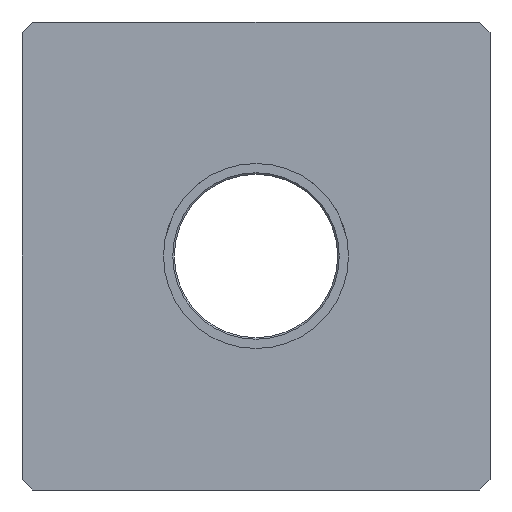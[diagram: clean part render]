
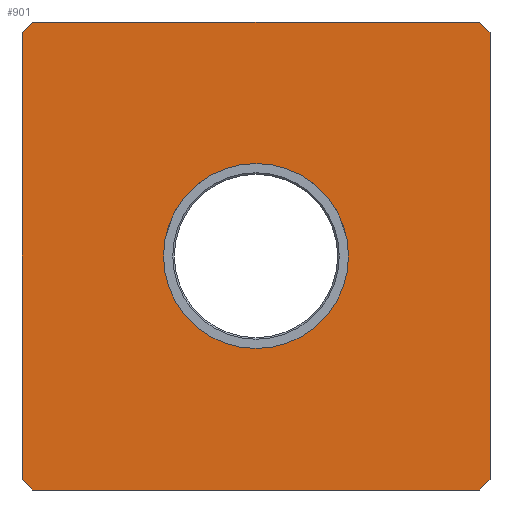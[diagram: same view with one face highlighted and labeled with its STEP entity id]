
A CAD part, left-side view. The second image highlights one B-rep face of the part: STEP entity #901.
In plain terms, the highlighted planar face has unit normal (-1, 0, 0).
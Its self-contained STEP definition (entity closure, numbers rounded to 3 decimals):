
#39=LINE($,#1748,#81);
#40=LINE($,#1750,#82);
#41=LINE($,#1752,#83);
#42=LINE($,#1754,#84);
#43=LINE($,#1756,#85);
#44=LINE($,#1758,#86);
#45=LINE($,#1760,#87);
#46=LINE($,#1761,#88);
#81=VECTOR($,#1216,2.828);
#82=VECTOR($,#1217,82.);
#83=VECTOR($,#1218,2.828);
#84=VECTOR($,#1219,82.);
#85=VECTOR($,#1220,2.828);
#86=VECTOR($,#1221,82.);
#87=VECTOR($,#1222,2.828);
#88=VECTOR($,#1223,82.);
#189=FACE_BOUND($,#339,.T.);
#231=FACE_OUTER_BOUND($,#338,.T.);
#338=EDGE_LOOP($,(#717,#718,#719,#720,#721,#722,#723,#724));
#339=EDGE_LOOP($,(#725));
#404=CIRCLE($,#1007,17.);
#467=VERTEX_POINT($,#1746);
#468=VERTEX_POINT($,#1747);
#469=VERTEX_POINT($,#1749);
#470=VERTEX_POINT($,#1751);
#471=VERTEX_POINT($,#1753);
#472=VERTEX_POINT($,#1755);
#473=VERTEX_POINT($,#1757);
#474=VERTEX_POINT($,#1759);
#475=VERTEX_POINT($,#1762);
#556=EDGE_CURVE($,#467,#468,#39,.T.);
#557=EDGE_CURVE($,#467,#469,#40,.T.);
#558=EDGE_CURVE($,#470,#469,#41,.T.);
#559=EDGE_CURVE($,#470,#471,#42,.T.);
#560=EDGE_CURVE($,#472,#471,#43,.T.);
#561=EDGE_CURVE($,#472,#473,#44,.T.);
#562=EDGE_CURVE($,#474,#473,#45,.T.);
#563=EDGE_CURVE($,#474,#468,#46,.T.);
#564=EDGE_CURVE($,#475,#475,#404,.T.);
#717=ORIENTED_EDGE($,*,*,#556,.F.);
#718=ORIENTED_EDGE($,*,*,#557,.T.);
#719=ORIENTED_EDGE($,*,*,#558,.F.);
#720=ORIENTED_EDGE($,*,*,#559,.T.);
#721=ORIENTED_EDGE($,*,*,#560,.F.);
#722=ORIENTED_EDGE($,*,*,#561,.T.);
#723=ORIENTED_EDGE($,*,*,#562,.F.);
#724=ORIENTED_EDGE($,*,*,#563,.T.);
#725=ORIENTED_EDGE($,*,*,#564,.T.);
#789=PLANE($,#1006);
#901=ADVANCED_FACE($,(#231,#189),#789,.F.);
#1006=AXIS2_PLACEMENT_3D($,#1745,#1214,#1215);
#1007=AXIS2_PLACEMENT_3D($,#1763,#1224,#1225);
#1214=DIRECTION('center_axis',(1.,0.,0.));
#1215=DIRECTION('ref_axis',(0.,0.,-1.));
#1216=DIRECTION($,(0.,-0.707,-0.707));
#1217=DIRECTION($,(0.,1.,0.));
#1218=DIRECTION($,(0.,-0.707,0.707));
#1219=DIRECTION($,(0.,0.,-1.));
#1220=DIRECTION($,(0.,0.707,0.707));
#1221=DIRECTION($,(0.,-1.,0.));
#1222=DIRECTION($,(0.,0.707,-0.707));
#1223=DIRECTION($,(0.,0.,1.));
#1224=DIRECTION('center_axis',(1.,0.,0.));
#1225=DIRECTION('ref_axis',(0.,0.,
1.));
#1745=CARTESIAN_POINT('Origin',(-47.436,-1.892,-0.04));
#1746=CARTESIAN_POINT('',(-47.436,-42.892,42.96));
#1747=CARTESIAN_POINT('',(-47.436,-44.892,40.96));
#1748=CARTESIAN_POINT($,(-47.436,-43.892,41.96));
#1749=CARTESIAN_POINT('',(-47.436,39.108,42.96));
#1750=CARTESIAN_POINT($,(-47.436,-44.892,42.96));
#1751=CARTESIAN_POINT('',(-47.436,41.108,40.96));
#1752=CARTESIAN_POINT($,(-47.436,40.108,41.96));
#1753=CARTESIAN_POINT('',(-47.436,41.108,-41.04));
#1754=CARTESIAN_POINT($,(-47.436,41.108,42.96));
#1755=CARTESIAN_POINT('',(-47.436,39.108,-43.04));
#1756=CARTESIAN_POINT($,(-47.436,40.108,-42.04));
#1757=CARTESIAN_POINT('',(-47.436,-42.892,-43.04));
#1758=CARTESIAN_POINT($,(-47.436,41.108,-43.04));
#1759=CARTESIAN_POINT('',(-47.436,-44.892,-41.04));
#1760=CARTESIAN_POINT($,(-47.436,-43.892,-42.04));
#1761=CARTESIAN_POINT($,(-47.436,-44.892,-43.04));
#1762=CARTESIAN_POINT('',(-47.436,-1.892,-17.04));
#1763=CARTESIAN_POINT('Origin',(-47.436,-1.892,-0.04));
